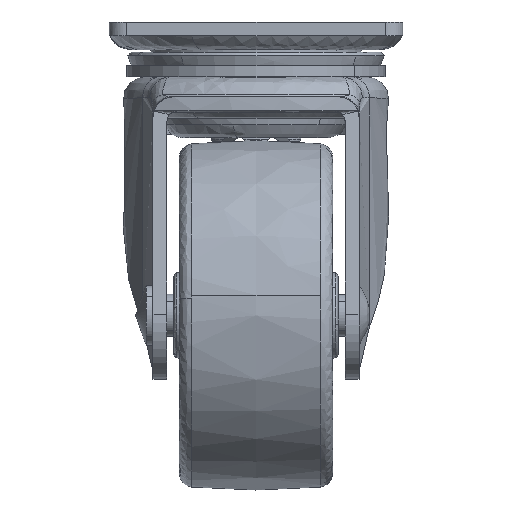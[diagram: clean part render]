
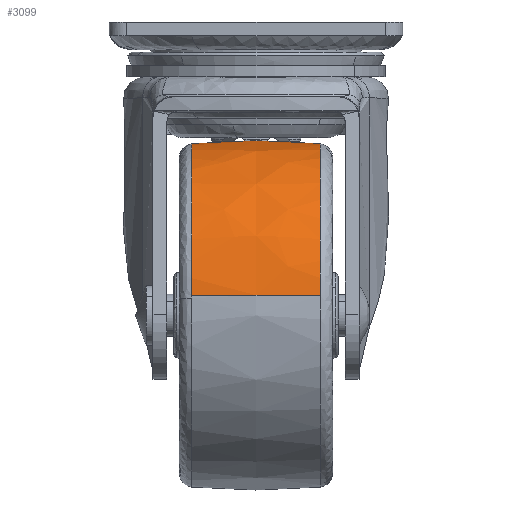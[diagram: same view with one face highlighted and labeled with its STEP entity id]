
A CAD part, left-side view. The second image highlights one B-rep face of the part: STEP entity #3099.
In plain terms, the highlighted free-form (B-spline) face has degree [2, 2] with [3, 3] control points.
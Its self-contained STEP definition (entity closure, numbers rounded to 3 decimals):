
#2187=CARTESIAN_POINT('',(-20.,-9.184,-17.423));
#2188=VERTEX_POINT('',#2187);
#2207=CARTESIAN_POINT('',(-44.413,-9.184,-39.163));
#2208=VERTEX_POINT('',#2207);
#2209=CARTESIAN_POINT('',(-20.,-9.184,-17.423));
#2210=CARTESIAN_POINT('',(-21.351,-9.184,-17.423));
#2211=CARTESIAN_POINT('',(-23.353,-9.184,-17.589));
#2212=CARTESIAN_POINT('',(-26.136,-9.184,-18.166));
#2213=CARTESIAN_POINT('',(-28.857,-9.184,-18.995));
#2214=CARTESIAN_POINT('',(-31.831,-9.184,-20.355));
#2215=CARTESIAN_POINT('',(-34.491,-9.184,-22.086));
#2216=CARTESIAN_POINT('',(-37.012,-9.184,-24.158));
#2217=CARTESIAN_POINT('',(-39.369,-9.184,-26.69));
#2218=CARTESIAN_POINT('',(-41.405,-9.184,-29.767));
#2219=CARTESIAN_POINT('',(-42.941,-9.184,-32.962));
#2220=CARTESIAN_POINT('',(-43.921,-9.184,-36.032));
#2221=CARTESIAN_POINT('',(-44.306,-9.184,-38.238));
#2222=CARTESIAN_POINT('',(-44.413,-9.184,-39.163));
#2223=B_SPLINE_CURVE_WITH_KNOTS('',3,(#2209,#2210,#2211,#2212,#2213,#2214,#2215,#2216,#2217,#2218,#2219,#2220,#2221,#2222),.UNSPECIFIED.,.F.,.U.,(4,1,1,1,1,1,1,1,1,1,1,4),(0.,4.051,6.007,8.521,12.573,15.786,18.021,22.351,26.123,29.057,32.968,35.762),.UNSPECIFIED.);
#2224=EDGE_CURVE('',#2188,#2208,#2223,.T.);
#2291=CARTESIAN_POINT('',(-20.,9.184,-17.423));
#2292=VERTEX_POINT('',#2291);
#2379=CARTESIAN_POINT('',(-44.413,9.184,-39.163));
#2380=VERTEX_POINT('',#2379);
#2388=CARTESIAN_POINT('',(-20.,9.184,-17.423));
#2389=CARTESIAN_POINT('',(-21.164,9.184,-17.423));
#2390=CARTESIAN_POINT('',(-23.725,9.184,-17.605));
#2391=CARTESIAN_POINT('',(-27.095,9.184,-18.385));
#2392=CARTESIAN_POINT('',(-29.924,9.184,-19.472));
#2393=CARTESIAN_POINT('',(-32.09,9.184,-20.561));
#2394=CARTESIAN_POINT('',(-34.46,9.184,-22.046));
#2395=CARTESIAN_POINT('',(-36.666,9.184,-23.848));
#2396=CARTESIAN_POINT('',(-38.691,9.184,-25.976));
#2397=CARTESIAN_POINT('',(-40.603,9.184,-28.447));
#2398=CARTESIAN_POINT('',(-42.219,9.184,-31.292));
#2399=CARTESIAN_POINT('',(-43.675,9.184,-35.03));
#2400=CARTESIAN_POINT('',(-44.225,9.184,-37.544));
#2401=CARTESIAN_POINT('',(-44.413,9.184,-39.163));
#2402=B_SPLINE_CURVE_WITH_KNOTS('',3,(#2388,#2389,#2390,#2391,#2392,#2393,#2394,#2395,#2396,#2397,#2398,#2399,#2400,#2401),.UNSPECIFIED.,.F.,.U.,(4,1,1,1,1,1,1,1,1,1,1,4),(0.,3.492,7.683,10.337,12.573,14.947,18.719,21.094,23.748,28.079,30.873,35.762),.UNSPECIFIED.);
#2403=EDGE_CURVE('',#2292,#2380,#2402,.T.);
#3040=CARTESIAN_POINT('',(-44.413,-9.184,-39.163));
#3041=CARTESIAN_POINT('',(-45.254,0.,-39.065));
#3042=CARTESIAN_POINT('',(-44.413,9.184,-39.163));
#3050=(BOUNDED_CURVE()B_SPLINE_CURVE(2,(#3040,#3041,#3042),.UNSPECIFIED.,.F.,.U.)B_SPLINE_CURVE_WITH_KNOTS((3,3),(0.439,0.561),.UNSPECIFIED.)CURVE()GEOMETRIC_REPRESENTATION_ITEM()RATIONAL_B_SPLINE_CURVE((0.839,0.836,0.839))REPRESENTATION_ITEM(''));
#3051=EDGE_CURVE('',#2208,#2380,#3050,.T.);
#3057=CARTESIAN_POINT('',(-20.,-9.184,-17.423));
#3058=CARTESIAN_POINT('',(-20.,0.,-16.576));
#3059=CARTESIAN_POINT('',(-20.,9.184,-17.423));
#3067=(BOUNDED_CURVE()B_SPLINE_CURVE(2,(#3057,#3058,#3059),.UNSPECIFIED.,.F.,.U.)B_SPLINE_CURVE_WITH_KNOTS((3,3),(0.439,0.561),.UNSPECIFIED.)CURVE()GEOMETRIC_REPRESENTATION_ITEM()RATIONAL_B_SPLINE_CURVE((0.877,0.873,0.877))REPRESENTATION_ITEM(''));
#3068=EDGE_CURVE('',#2188,#2292,#3067,.T.);
#3076=CARTESIAN_POINT('',(-20.,-10.097,-17.512));
#3077=CARTESIAN_POINT('',(-20.,0.,-16.487));
#3078=CARTESIAN_POINT('',(-20.,10.097,-17.512));
#3079=CARTESIAN_POINT('',(-41.807,-10.097,-17.512));
#3080=CARTESIAN_POINT('',(-42.72,0.,-16.487));
#3081=CARTESIAN_POINT('',(-41.807,10.097,-17.512));
#3082=CARTESIAN_POINT('',(-44.325,-10.097,-39.173));
#3083=CARTESIAN_POINT('',(-45.343,0.,-39.055));
#3084=CARTESIAN_POINT('',(-44.325,10.097,-39.173));
#3092=(BOUNDED_SURFACE()B_SPLINE_SURFACE(2,2,((#3076,#3079,#3082),(#3077,#3080,#3083),(#3078,#3081,#3084)),.UNSPECIFIED.,.F.,.F.,.U.)B_SPLINE_SURFACE_WITH_KNOTS((3,3),(3,3),(0.0,20.245),(0.0,38.066),.UNSPECIFIED.)GEOMETRIC_REPRESENTATION_ITEM()RATIONAL_B_SPLINE_SURFACE(((0.877,0.641,0.839),(0.873,0.638,0.835),(0.877,0.641,0.839)))REPRESENTATION_ITEM('')SURFACE());
#3093=ORIENTED_EDGE('',*,*,#2224,.F.);
#3094=ORIENTED_EDGE('',*,*,#3068,.T.);
#3095=ORIENTED_EDGE('',*,*,#2403,.T.);
#3096=ORIENTED_EDGE('',*,*,#3051,.F.);
#3097=EDGE_LOOP('',(#3093,#3094,#3095,#3096));
#3098=FACE_OUTER_BOUND('',#3097,.T.);
#3099=ADVANCED_FACE('',(#3098),#3092,.T.);
